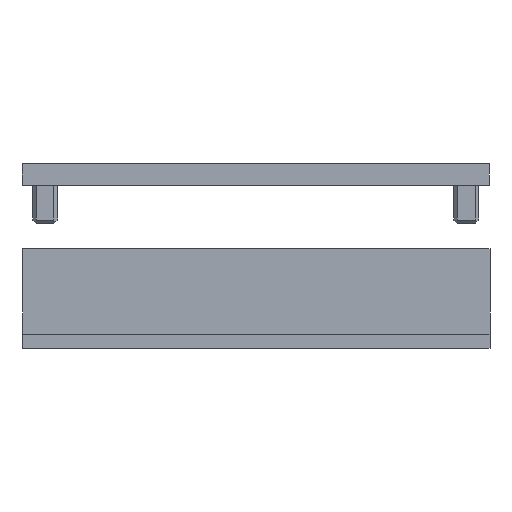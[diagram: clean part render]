
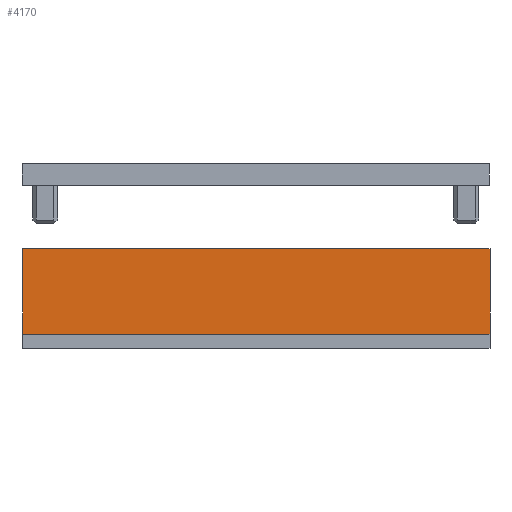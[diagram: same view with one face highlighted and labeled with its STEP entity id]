
A CAD part, front view. The second image highlights one B-rep face of the part: STEP entity #4170.
In plain terms, the highlighted planar face has unit normal (0, -1, 0).
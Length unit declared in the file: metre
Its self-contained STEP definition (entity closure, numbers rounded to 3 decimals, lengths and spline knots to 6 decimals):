
#530=ORIENTED_EDGE('',*,*,#1591,.T.);
#531=ORIENTED_EDGE('',*,*,#1592,.F.);
#532=ORIENTED_EDGE('',*,*,#1579,.F.);
#533=ORIENTED_EDGE('',*,*,#1593,.T.);
#1579=EDGE_CURVE('',#2120,#2121,#2514,.T.);
#1591=EDGE_CURVE('',#2132,#2133,#2526,.T.);
#1592=EDGE_CURVE('',#2121,#2133,#2527,.T.);
#1593=EDGE_CURVE('',#2120,#2132,#2528,.T.);
#2120=VERTEX_POINT('',#7167);
#2121=VERTEX_POINT('',#7168);
#2132=VERTEX_POINT('',#7192);
#2133=VERTEX_POINT('',#7193);
#2514=LINE('',#7166,#3022);
#2526=LINE('',#7191,#3034);
#2527=LINE('',#7194,#3035);
#2528=LINE('',#7195,#3036);
#3022=VECTOR('',#6034,1.);
#3034=VECTOR('',#6048,1.);
#3035=VECTOR('',#6049,1.);
#3036=VECTOR('',#6050,1.);
#3481=EDGE_LOOP('',(#530,#531,#532,#533));
#3730=FACE_BOUND('',#3481,.T.);
#3973=PLANE('',#5613);
#4170=ADVANCED_FACE('',(#3730),#3973,.F.);
#5613=AXIS2_PLACEMENT_3D('',#7190,#6046,#6047);
#6034=DIRECTION('',(1.,0.,0.));
#6046=DIRECTION('',(0.,1.,0.));
#6047=DIRECTION('',(0.,0.,1.));
#6048=DIRECTION('',(1.,0.,0.));
#6049=DIRECTION('',(0.,0.,-1.));
#6050=DIRECTION('',(0.,0.,-1.));
#7166=CARTESIAN_POINT('',(0.114884,-0.135077,0.008));
#7167=CARTESIAN_POINT('',(0.082017,-0.135077,0.008));
#7168=CARTESIAN_POINT('',(0.14775,-0.135077,0.008));
#7190=CARTESIAN_POINT('',(0.114884,-0.135077,0.008));
#7191=CARTESIAN_POINT('',(0.114884,-0.135077,-0.004));
#7192=CARTESIAN_POINT('',(0.082017,-0.135077,-0.004));
#7193=CARTESIAN_POINT('',(0.14775,-0.135077,-0.004));
#7194=CARTESIAN_POINT('',(0.14775,-0.135077,0.008));
#7195=CARTESIAN_POINT('',(0.082017,-0.135077,0.008));
